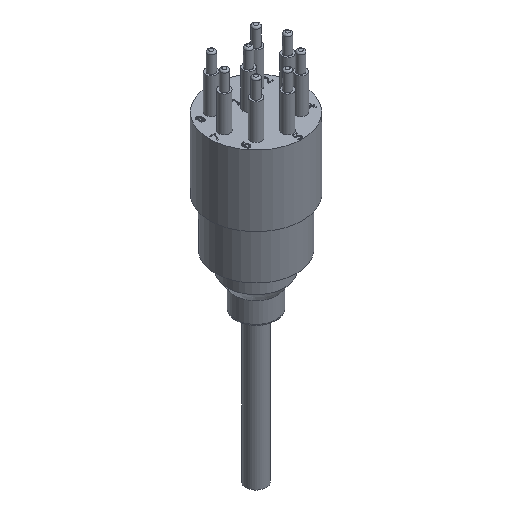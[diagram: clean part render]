
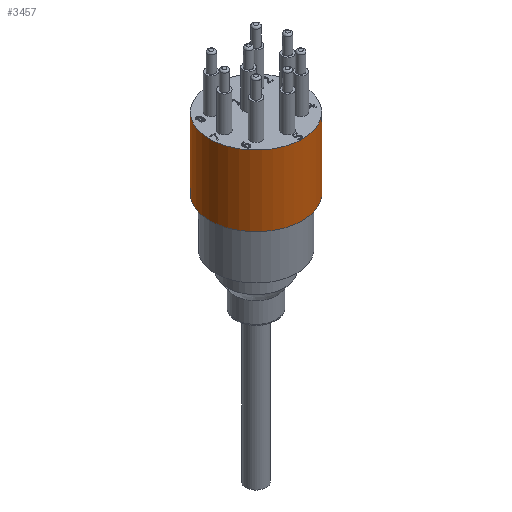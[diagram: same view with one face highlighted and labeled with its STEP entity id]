
A CAD part, isometric view. The second image highlights one B-rep face of the part: STEP entity #3457.
In plain terms, the highlighted cylindrical face has radius 12.5 mm (diameter 25 mm), a full revolution.
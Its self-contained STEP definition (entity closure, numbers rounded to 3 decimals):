
#34=CYLINDRICAL_SURFACE($,#3622,12.5);
#51=CIRCLE($,#3529,12.5);
#101=CIRCLE($,#3623,12.5);
#412=FACE_BOUND($,#856,.T.);
#602=FACE_OUTER_BOUND($,#855,.T.);
#855=EDGE_LOOP($,(#3099));
#856=EDGE_LOOP($,(#3100));
#1636=VERTEX_POINT($,#6355);
#1686=VERTEX_POINT($,#6739);
#2101=EDGE_CURVE($,#1636,#1636,#51,.T.);
#2159=EDGE_CURVE($,#1686,#1686,#101,.T.);
#3099=ORIENTED_EDGE($,*,*,#2159,.T.);
#3100=ORIENTED_EDGE($,*,*,#2101,.T.);
#3457=ADVANCED_FACE($,(#602,#412),#34,.T.);
#3529=AXIS2_PLACEMENT_3D($,#6356,#4010,#4011);
#3622=AXIS2_PLACEMENT_3D($,#6738,#4196,#4197);
#3623=AXIS2_PLACEMENT_3D($,#6740,#4198,#4199);
#4010=DIRECTION('center_axis',(0.,0.,-1.));
#4011=DIRECTION('ref_axis',(-1.,0.,0.));
#4196=DIRECTION('center_axis',(0.,0.,-1.));
#4197=DIRECTION('ref_axis',(-1.,0.,0.));
#4198=DIRECTION('center_axis',(0.,0.,1.));
#4199=DIRECTION('ref_axis',(-1.,0.,0.));
#6355=CARTESIAN_POINT('',(12.5,0.,14.));
#6356=CARTESIAN_POINT('Origin',(0.,0.,14.));
#6738=CARTESIAN_POINT('Origin',(0.,0.,14.));
#6739=CARTESIAN_POINT('',(12.5,0.,-5.));
#6740=CARTESIAN_POINT('Origin',(0.,0.,-5.));
